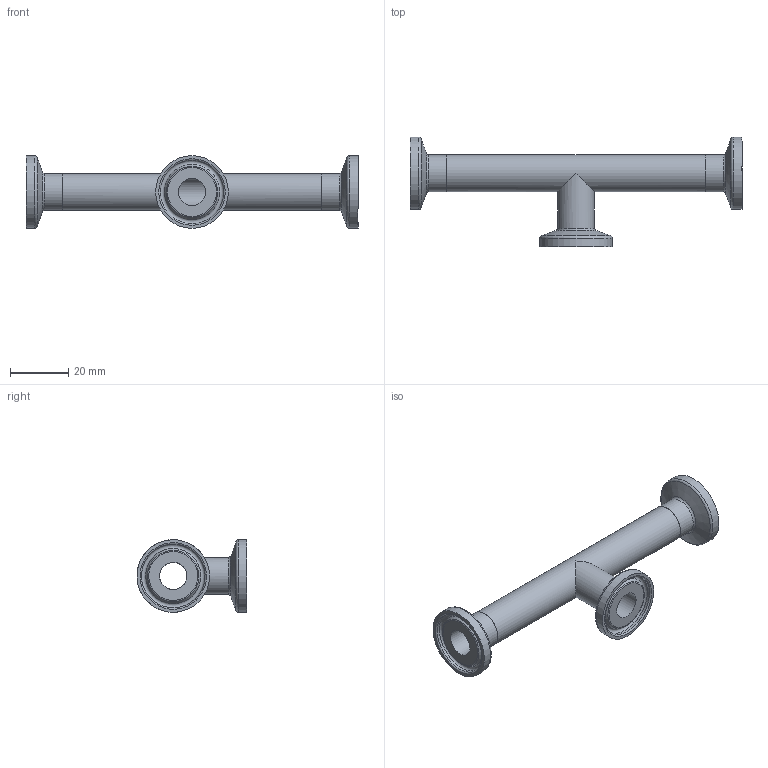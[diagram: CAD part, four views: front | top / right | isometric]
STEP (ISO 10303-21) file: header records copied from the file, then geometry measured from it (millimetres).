
FILE_DESCRIPTION(('Short Outlet Clamp Joint Tee_12,7x1,65-12,7x1,65_L114,4_l25,4_Fl25_V00'),'2;1');
FILE_NAME('Short Outlet Clamp Joint Tee_12,7x1,65-12,7x1,65_L114,4_l25,4_Fl25_V00.stp','2013-11-07T21:42:01',('DOCKWEILER AG'),('DOCKWEILER AG'),'Autodesk Inventor 2012','Autodesk Inventor 2012','');
FILE_SCHEMA(('CONFIG_CONTROL_DESIGN'));
Length unit declared in the file: millimetre
Products named in the file (4): N0010_002_008_001; N0003_003_001_27; N0016_003_001_004; N0003_003_001_26
Assembly tree (4 placements, depth 2):
  N0010_002_008_001
    N0003_003_001_27
    N0016_003_001_004
    N0003_003_001_26  x2
Bounding box: 114.4 x 37.88 x 25 mm (x, y, z)
Volume: 11403.7 mm3; surface area: 12539 mm2
Topology: 4 solids, 4 shells, 47 faces, 90 edges, 54 vertices
Faces by surface type: cylinder 16, torus 15, plane 10, cone 6
Full cylindrical faces by diameter (mm): 9.4 x5, 12.7 x4, 21.92 x3, 25 x3
Entity records: 954 total; most frequent: CARTESIAN_POINT 199, DIRECTION 150, AXIS2_PLACEMENT_3D 75, ORIENTED_EDGE 74, EDGE_LOOP 68, VERTEX_POINT 37, EDGE_CURVE 37, FACE_BOUND 35
